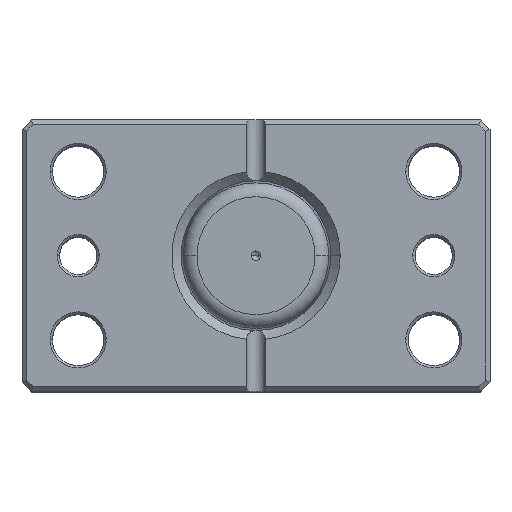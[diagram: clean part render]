
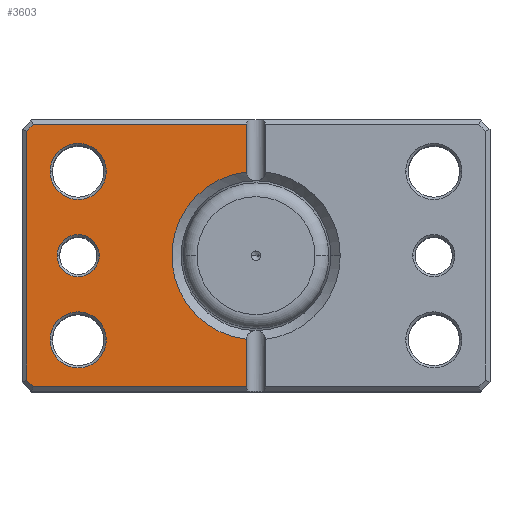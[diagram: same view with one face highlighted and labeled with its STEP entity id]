
A CAD part, top view. The second image highlights one B-rep face of the part: STEP entity #3603.
In plain terms, the highlighted face is planar.
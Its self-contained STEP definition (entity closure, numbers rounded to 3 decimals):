
#57 = DIRECTION ( 'NONE',  ( 1., 0., 0. ) ) ;
#73 = DIRECTION ( 'NONE',  ( 0., 0., 1. ) ) ;
#110 = AXIS2_PLACEMENT_3D ( 'NONE', #3741, #245, #57 ) ;
#135 = FACE_OUTER_BOUND ( 'NONE', #5092, .T. ) ;
#155 = ORIENTED_EDGE ( 'NONE', *, *, #5898, .T. ) ;
#156 = CARTESIAN_POINT ( 'NONE',  ( 0., -28., 0. ) ) ;
#245 = DIRECTION ( 'NONE',  ( 0., 0., 1. ) ) ;
#313 = VERTEX_POINT ( 'NONE', #2721 ) ;
#353 = ORIENTED_EDGE ( 'NONE', *, *, #2442, .T. ) ;
#400 = CIRCLE ( 'NONE', #6334, 6. ) ;
#480 = VERTEX_POINT ( 'NONE', #1171 ) ;
#554 = DIRECTION ( 'NONE',  ( 1., 0., 0. ) ) ;
#647 = DIRECTION ( 'NONE',  ( 0., 0., 1. ) ) ;
#692 = CARTESIAN_POINT ( 'NONE',  ( 47.586, 28., 0. ) ) ;
#741 = LINE ( 'NONE', #3383, #5927 ) ;
#764 = EDGE_CURVE ( 'NONE', #4951, #6651, #4744, .T. ) ;
#931 = VECTOR ( 'NONE', #3911, 1000. ) ;
#1067 = VECTOR ( 'NONE', #554, 1000. ) ;
#1096 = ORIENTED_EDGE ( 'NONE', *, *, #2423, .T. ) ;
#1171 = CARTESIAN_POINT ( 'NONE',  ( 49., 26.586, 0. ) ) ;
#1179 = CARTESIAN_POINT ( 'NONE',  ( 0., 28., 0. ) ) ;
#1272 = CARTESIAN_POINT ( 'NONE',  ( 47.586, -28., 0. ) ) ;
#1327 = VERTEX_POINT ( 'NONE', #2884 ) ;
#1368 = CARTESIAN_POINT ( 'NONE',  ( 2., -17.889, 0. ) ) ;
#1394 = ORIENTED_EDGE ( 'NONE', *, *, #2022, .T. ) ;
#1580 = FACE_BOUND ( 'NONE', #3263, .T. ) ;
#1637 = DIRECTION ( 'NONE',  ( 0., 0., 1. ) ) ;
#1722 = VECTOR ( 'NONE', #3168, 1000. ) ;
#1797 = CIRCLE ( 'NONE', #2900, 4.5 ) ;
#1902 = ORIENTED_EDGE ( 'NONE', *, *, #6508, .T. ) ;
#1981 = VERTEX_POINT ( 'NONE', #1272 ) ;
#2000 = ORIENTED_EDGE ( 'NONE', *, *, #2966, .T. ) ;
#2022 = EDGE_CURVE ( 'NONE', #3180, #480, #741, .T. ) ;
#2093 = CARTESIAN_POINT ( 'NONE',  ( 38., 0., 0. ) ) ;
#2153 = CARTESIAN_POINT ( 'NONE',  ( 2., 29., 0. ) ) ;
#2229 = DIRECTION ( 'NONE',  ( 0., 0., 1. ) ) ;
#2246 = ORIENTED_EDGE ( 'NONE', *, *, #4374, .T. ) ;
#2266 = LINE ( 'NONE', #2531, #6326 ) ;
#2363 = EDGE_CURVE ( 'NONE', #2520, #5391, #2698, .T. ) ;
#2423 = EDGE_CURVE ( 'NONE', #2737, #5662, #400, .T. ) ;
#2442 = EDGE_CURVE ( 'NONE', #5662, #2737, #3102, .T. ) ;
#2520 = VERTEX_POINT ( 'NONE', #4925 ) ;
#2531 = CARTESIAN_POINT ( 'NONE',  ( 37.793, -37.793, 0. ) ) ;
#2608 = CARTESIAN_POINT ( 'NONE',  ( 0., 0., 0. ) ) ;
#2625 = ORIENTED_EDGE ( 'NONE', *, *, #3162, .T. ) ;
#2698 = LINE ( 'NONE', #5620, #6589 ) ;
#2721 = CARTESIAN_POINT ( 'NONE',  ( 32., 18., 0. ) ) ;
#2737 = VERTEX_POINT ( 'NONE', #5006 ) ;
#2791 = CARTESIAN_POINT ( 'NONE',  ( 2., 17.889, 0. ) ) ;
#2884 = CARTESIAN_POINT ( 'NONE',  ( 42.5, 0., 0. ) ) ;
#2900 = AXIS2_PLACEMENT_3D ( 'NONE', #3872, #647, #4423 ) ;
#2966 = EDGE_CURVE ( 'NONE', #5903, #1981, #2266, .T. ) ;
#2984 = PLANE ( 'NONE',  #4609 ) ;
#3102 = CIRCLE ( 'NONE', #110, 6. ) ;
#3121 = CIRCLE ( 'NONE', #6184, 6. ) ;
#3146 = LINE ( 'NONE', #4667, #1722 ) ;
#3162 = EDGE_CURVE ( 'NONE', #6651, #3180, #5499, .T. ) ;
#3168 = DIRECTION ( 'NONE',  ( 0., -1., 0. ) ) ;
#3169 = FACE_BOUND ( 'NONE', #3925, .T. ) ;
#3180 = VERTEX_POINT ( 'NONE', #692 ) ;
#3263 = EDGE_LOOP ( 'NONE', ( #2246, #155 ) ) ;
#3291 = CARTESIAN_POINT ( 'NONE',  ( 38., 18., 0. ) ) ;
#3383 = CARTESIAN_POINT ( 'NONE',  ( 37.793, 37.793, 0. ) ) ;
#3603 = ADVANCED_FACE ( 'NONE', ( #1580, #5659, #3169, #135 ), #2984, .F. ) ;
#3741 = CARTESIAN_POINT ( 'NONE',  ( 38., -18., 0. ) ) ;
#3797 = LINE ( 'NONE', #156, #931 ) ;
#3808 = ORIENTED_EDGE ( 'NONE', *, *, #764, .T. ) ;
#3833 = DIRECTION ( 'NONE',  ( 1., 0., 0. ) ) ;
#3856 = CARTESIAN_POINT ( 'NONE',  ( 2., 28., 0. ) ) ;
#3858 = DIRECTION ( 'NONE',  ( 1., 0., 0. ) ) ;
#3872 = CARTESIAN_POINT ( 'NONE',  ( 38., 0., 0. ) ) ;
#3910 = CIRCLE ( 'NONE', #6314, 18. ) ;
#3911 = DIRECTION ( 'NONE',  ( -1., 0., 0. ) ) ;
#3925 = EDGE_LOOP ( 'NONE', ( #1902, #4444 ) ) ;
#4009 = DIRECTION ( 'NONE',  ( 0.707, -0.707, 0. ) ) ;
#4013 = ORIENTED_EDGE ( 'NONE', *, *, #6019, .T. ) ;
#4281 = ORIENTED_EDGE ( 'NONE', *, *, #4747, .T. ) ;
#4288 = DIRECTION ( 'NONE',  ( 0., 1., 0. ) ) ;
#4308 = DIRECTION ( 'NONE',  ( -0.707, -0.707, 0. ) ) ;
#4368 = DIRECTION ( 'NONE',  ( 0., 1., 0. ) ) ;
#4374 = EDGE_CURVE ( 'NONE', #5184, #1327, #5479, .T. ) ;
#4380 = EDGE_CURVE ( 'NONE', #5391, #4951, #3910, .T. ) ;
#4421 = VECTOR ( 'NONE', #4288, 1000. ) ;
#4423 = DIRECTION ( 'NONE',  ( 1., 0., 0. ) ) ;
#4444 = ORIENTED_EDGE ( 'NONE', *, *, #6518, .T. ) ;
#4457 = CARTESIAN_POINT ( 'NONE',  ( 0., 0., 0. ) ) ;
#4602 = ORIENTED_EDGE ( 'NONE', *, *, #4380, .T. ) ;
#4609 = AXIS2_PLACEMENT_3D ( 'NONE', #2608, #6271, #5100 ) ;
#4667 = CARTESIAN_POINT ( 'NONE',  ( 49., 0., 0. ) ) ;
#4744 = LINE ( 'NONE', #2153, #4421 ) ;
#4747 = EDGE_CURVE ( 'NONE', #480, #5903, #3146, .T. ) ;
#4794 = DIRECTION ( 'NONE',  ( 0., 0., 1. ) ) ;
#4838 = CARTESIAN_POINT ( 'NONE',  ( 38., -18., 0. ) ) ;
#4840 = DIRECTION ( 'NONE',  ( 1., 0., 0. ) ) ;
#4890 = AXIS2_PLACEMENT_3D ( 'NONE', #2093, #4794, #4840 ) ;
#4925 = CARTESIAN_POINT ( 'NONE',  ( 2., -28., 0. ) ) ;
#4951 = VERTEX_POINT ( 'NONE', #2791 ) ;
#5006 = CARTESIAN_POINT ( 'NONE',  ( 32., -18., 0. ) ) ;
#5029 = EDGE_LOOP ( 'NONE', ( #1096, #353 ) ) ;
#5092 = EDGE_LOOP ( 'NONE', ( #6442, #4602, #3808, #2625, #1394, #4281, #2000, #4013 ) ) ;
#5100 = DIRECTION ( 'NONE',  ( 1., 0., 0. ) ) ;
#5147 = VERTEX_POINT ( 'NONE', #5426 ) ;
#5184 = VERTEX_POINT ( 'NONE', #5445 ) ;
#5234 = CARTESIAN_POINT ( 'NONE',  ( 44., -18., 0. ) ) ;
#5391 = VERTEX_POINT ( 'NONE', #1368 ) ;
#5401 = CARTESIAN_POINT ( 'NONE',  ( 38., 18., 0. ) ) ;
#5426 = CARTESIAN_POINT ( 'NONE',  ( 44., 18., 0. ) ) ;
#5445 = CARTESIAN_POINT ( 'NONE',  ( 33.5, 0., 0. ) ) ;
#5479 = CIRCLE ( 'NONE', #4890, 4.5 ) ;
#5499 = LINE ( 'NONE', #1179, #1067 ) ;
#5620 = CARTESIAN_POINT ( 'NONE',  ( 2., 29., 0. ) ) ;
#5659 = FACE_BOUND ( 'NONE', #5029, .T. ) ;
#5662 = VERTEX_POINT ( 'NONE', #5234 ) ;
#5776 = CIRCLE ( 'NONE', #6889, 6. ) ;
#5828 = DIRECTION ( 'NONE',  ( 0., 0., 1. ) ) ;
#5898 = EDGE_CURVE ( 'NONE', #1327, #5184, #1797, .T. ) ;
#5903 = VERTEX_POINT ( 'NONE', #5970 ) ;
#5927 = VECTOR ( 'NONE', #4009, 1000. ) ;
#5932 = DIRECTION ( 'NONE',  ( 1., 0., 0. ) ) ;
#5970 = CARTESIAN_POINT ( 'NONE',  ( 49., -26.586, 0. ) ) ;
#6019 = EDGE_CURVE ( 'NONE', #1981, #2520, #3797, .T. ) ;
#6184 = AXIS2_PLACEMENT_3D ( 'NONE', #5401, #2229, #5932 ) ;
#6271 = DIRECTION ( 'NONE',  ( 0., 0., 1. ) ) ;
#6314 = AXIS2_PLACEMENT_3D ( 'NONE', #4457, #5828, #3858 ) ;
#6326 = VECTOR ( 'NONE', #4308, 1000. ) ;
#6334 = AXIS2_PLACEMENT_3D ( 'NONE', #4838, #1637, #6557 ) ;
#6442 = ORIENTED_EDGE ( 'NONE', *, *, #2363, .T. ) ;
#6508 = EDGE_CURVE ( 'NONE', #313, #5147, #3121, .T. ) ;
#6518 = EDGE_CURVE ( 'NONE', #5147, #313, #5776, .T. ) ;
#6557 = DIRECTION ( 'NONE',  ( 1., 0., 0. ) ) ;
#6589 = VECTOR ( 'NONE', #4368, 1000. ) ;
#6651 = VERTEX_POINT ( 'NONE', #3856 ) ;
#6889 = AXIS2_PLACEMENT_3D ( 'NONE', #3291, #73, #3833 ) ;
